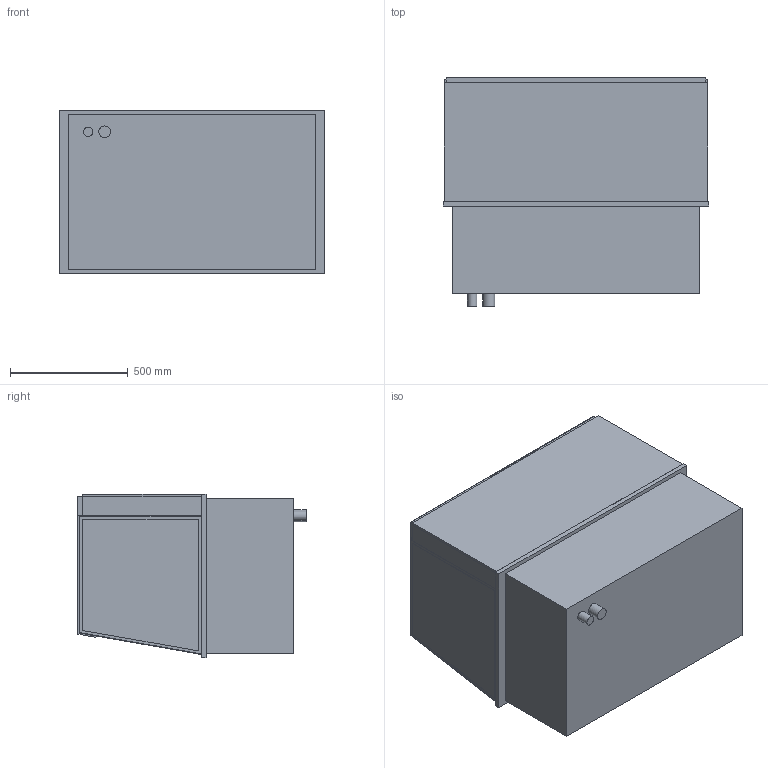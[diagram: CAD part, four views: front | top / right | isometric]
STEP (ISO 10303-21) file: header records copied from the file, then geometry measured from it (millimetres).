
FILE_DESCRIPTION(/* description */ ('vereinfachtes Modell'),/* implementation_level */ '2;1');
FILE_NAME(/* name */ '3D-AKE-00007018.stp',/* time_stamp */ '2025-01-29T11:41:58+01:00',/* author */ ('marina.schachner'),/* organization */ (''),/* preprocessor_version */ 'ST-DEVELOPER v20',/* originating_system */ 'Autodesk Inventor 2024',/* authorisation */ '');
FILE_SCHEMA (('AUTOMOTIVE_DESIGN { 1 0 10303 214 3 1 1 }'));
Length unit declared in the file: millimetre
Products named in the file (1): 3D-AKE-00007018
Bounding box: 1125 x 970 x 695 mm (x, y, z)
Volume: 144166049.7 mm3; surface area: 14373353.3 mm2
Topology: 30 solids, 30 shells, 295 faces, 678 edges, 452 vertices
Faces by surface type: plane 277, cylinder 18
Full cylindrical faces by diameter (mm): 40 x1, 50 x1
Entity records: 8219 total; most frequent: CARTESIAN_POINT 1426, ORIENTED_EDGE 1356, DIRECTION 1306, EDGE_CURVE 678, LINE 642, VECTOR 642, VERTEX_POINT 452, AXIS2_PLACEMENT_3D 332
